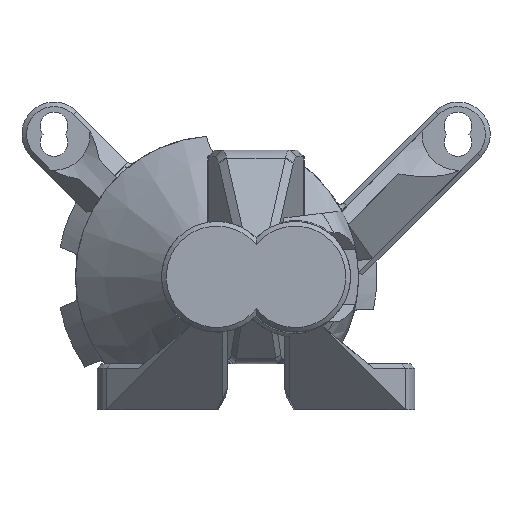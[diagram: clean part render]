
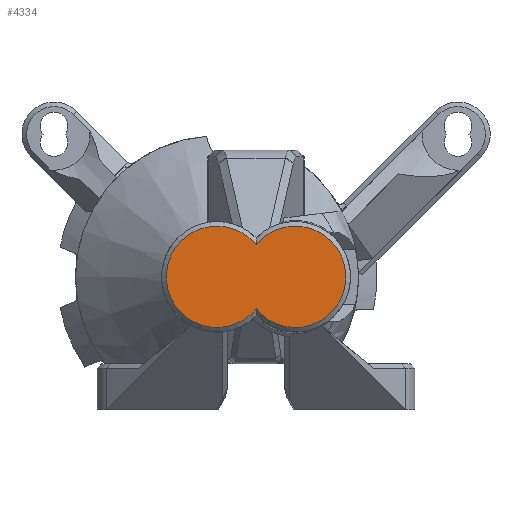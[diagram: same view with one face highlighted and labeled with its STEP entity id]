
A CAD part, top view. The second image highlights one B-rep face of the part: STEP entity #4334.
In plain terms, the highlighted planar face has unit normal (0, 0, 1).
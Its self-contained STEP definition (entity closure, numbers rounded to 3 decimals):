
#258=PLANE('',#4656);
#431=FACE_OUTER_BOUND('',#686,.T.);
#686=EDGE_LOOP('',(#3191,#3192));
#916=CIRCLE('',#4652,5.5);
#918=CIRCLE('',#4655,5.5);
#1872=VERTEX_POINT('',#6881);
#1873=VERTEX_POINT('',#6882);
#2365=EDGE_CURVE('',#1872,#1873,#916,.T.);
#2369=EDGE_CURVE('',#1873,#1872,#918,.T.);
#3191=ORIENTED_EDGE('',*,*,#2365,.F.);
#3192=ORIENTED_EDGE('',*,*,#2369,.F.);
#4334=ADVANCED_FACE('',(#431),#258,.T.);
#4652=AXIS2_PLACEMENT_3D('',#6883,#5354,#5355);
#4655=AXIS2_PLACEMENT_3D('',#6894,#5360,#5361);
#4656=AXIS2_PLACEMENT_3D('',#6895,#5362,#5363);
#5354=DIRECTION('center_axis',(0.,0.,
-1.));
#5355=DIRECTION('ref_axis',(-1.,0.,0.));
#5360=DIRECTION('center_axis',(0.,0.,
-1.));
#5361=DIRECTION('ref_axis',(1.,0.,0.));
#5362=DIRECTION('center_axis',(0.,0.,
1.));
#5363=DIRECTION('ref_axis',(1.,0.,0.));
#6881=CARTESIAN_POINT('',(0.01,12.921,16.64));
#6882=CARTESIAN_POINT('',(0.01,19.903,16.64));
#6883=CARTESIAN_POINT('Origin',(-4.24,16.412,16.64));
#6894=CARTESIAN_POINT('Origin',(4.26,16.412,16.64));
#6895=CARTESIAN_POINT('Origin',(0.01,16.412,16.64));
